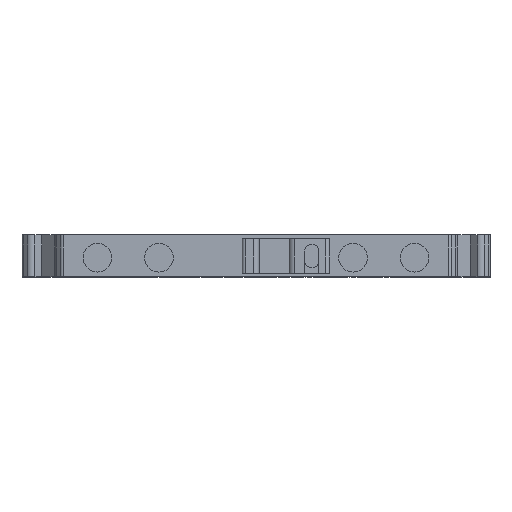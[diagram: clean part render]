
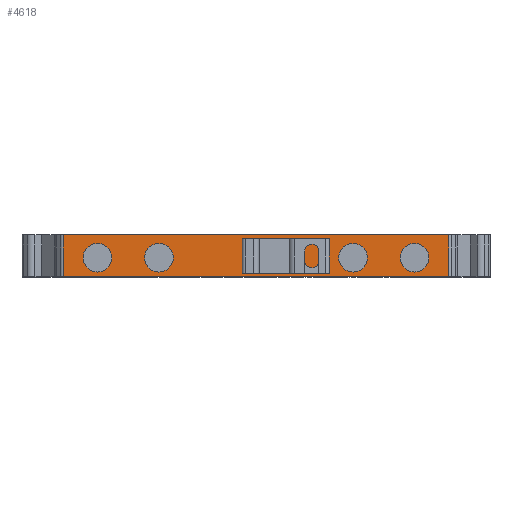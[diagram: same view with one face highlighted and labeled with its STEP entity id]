
A CAD part, top view. The second image highlights one B-rep face of the part: STEP entity #4618.
In plain terms, the highlighted planar face has unit normal (0, 0, 1).
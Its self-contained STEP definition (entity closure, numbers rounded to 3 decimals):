
#65=CIRCLE('',#4671,2.05);
#67=CIRCLE('',#4675,2.05);
#69=CIRCLE('',#4679,2.05);
#71=CIRCLE('',#4683,2.05);
#74=CIRCLE('',#4689,1.);
#948=ORIENTED_EDGE('',*,*,#1321,.T.);
#949=ORIENTED_EDGE('',*,*,#1242,.F.);
#950=ORIENTED_EDGE('',*,*,#1318,.F.);
#951=ORIENTED_EDGE('',*,*,#1535,.T.);
#952=ORIENTED_EDGE('',*,*,#1211,.F.);
#953=ORIENTED_EDGE('',*,*,#1176,.T.);
#954=ORIENTED_EDGE('',*,*,#1587,.F.);
#955=ORIENTED_EDGE('',*,*,#1179,.T.);
#956=ORIENTED_EDGE('',*,*,#1209,.F.);
#957=ORIENTED_EDGE('',*,*,#1557,.F.);
#958=ORIENTED_EDGE('',*,*,#1200,.F.);
#959=ORIENTED_EDGE('',*,*,#1183,.F.);
#960=ORIENTED_EDGE('',*,*,#1197,.F.);
#961=ORIENTED_EDGE('',*,*,#1555,.F.);
#962=ORIENTED_EDGE('',*,*,#1560,.F.);
#963=ORIENTED_EDGE('',*,*,#1562,.F.);
#964=ORIENTED_EDGE('',*,*,#1175,.F.);
#965=ORIENTED_EDGE('',*,*,#1173,.T.);
#966=ORIENTED_EDGE('',*,*,#1171,.F.);
#967=ORIENTED_EDGE('',*,*,#1169,.T.);
#1169=EDGE_CURVE('',#1649,#1649,#65,.T.);
#1171=EDGE_CURVE('',#1651,#1651,#67,.T.);
#1173=EDGE_CURVE('',#1653,#1653,#69,.T.);
#1175=EDGE_CURVE('',#1655,#1655,#71,.T.);
#1176=EDGE_CURVE('',#1656,#1657,#1982,.T.);
#1179=EDGE_CURVE('',#1659,#1660,#1984,.T.);
#1183=EDGE_CURVE('',#1663,#1664,#74,.T.);
#1197=EDGE_CURVE('',#1676,#1663,#1997,.T.);
#1200=EDGE_CURVE('',#1664,#1678,#2000,.T.);
#1209=EDGE_CURVE('',#1686,#1660,#2009,.T.);
#1211=EDGE_CURVE('',#1656,#1687,#2011,.T.);
#1242=EDGE_CURVE('',#1710,#1711,#2038,.T.);
#1318=EDGE_CURVE('',#1778,#1710,#2082,.T.);
#1321=EDGE_CURVE('',#1779,#1711,#2084,.T.);
#1535=EDGE_CURVE('',#1778,#1779,#2273,.T.);
#1555=EDGE_CURVE('',#1914,#1676,#2288,.T.);
#1557=EDGE_CURVE('',#1678,#1686,#2290,.T.);
#1560=EDGE_CURVE('',#1916,#1914,#2293,.T.);
#1562=EDGE_CURVE('',#1687,#1916,#2295,.T.);
#1587=EDGE_CURVE('',#1659,#1657,#2315,.T.);
#1649=VERTEX_POINT('',#5937);
#1651=VERTEX_POINT('',#5943);
#1653=VERTEX_POINT('',#5949);
#1655=VERTEX_POINT('',#5955);
#1656=VERTEX_POINT('',#5958);
#1657=VERTEX_POINT('',#5959);
#1659=VERTEX_POINT('',#5965);
#1660=VERTEX_POINT('',#5966);
#1663=VERTEX_POINT('',#5973);
#1664=VERTEX_POINT('',#5975);
#1676=VERTEX_POINT('',#6003);
#1678=VERTEX_POINT('',#6010);
#1686=VERTEX_POINT('',#6027);
#1687=VERTEX_POINT('',#6031);
#1710=VERTEX_POINT('',#6093);
#1711=VERTEX_POINT('',#6095);
#1778=VERTEX_POINT('',#6243);
#1779=VERTEX_POINT('',#6247);
#1914=VERTEX_POINT('',#6707);
#1916=VERTEX_POINT('',#6715);
#1982=LINE('',#5957,#2382);
#1984=LINE('',#5964,#2384);
#1997=LINE('',#6004,#2397);
#2000=LINE('',#6009,#2400);
#2009=LINE('',#6028,#2409);
#2011=LINE('',#6030,#2411);
#2038=LINE('',#6094,#2438);
#2082=LINE('',#6244,#2482);
#2084=LINE('',#6250,#2484);
#2273=LINE('',#6668,#2673);
#2288=LINE('',#6708,#2688);
#2290=LINE('',#6710,#2690);
#2293=LINE('',#6716,#2693);
#2295=LINE('',#6720,#2695);
#2315=LINE('',#6767,#2715);
#2382=VECTOR('',#5019,1000.);
#2384=VECTOR('',#5025,1000.);
#2397=VECTOR('',#5056,1000.);
#2400=VECTOR('',#5061,1000.);
#2409=VECTOR('',#5072,1000.);
#2411=VECTOR('',#5074,1000.);
#2438=VECTOR('',#5127,1000.);
#2482=VECTOR('',#5247,1000.);
#2484=VECTOR('',#5253,1000.);
#2673=VECTOR('',#5662,1000.);
#2688=VECTOR('',#5697,1000.);
#2690=VECTOR('',#5699,1000.);
#2693=VECTOR('',#5704,1000.);
#2695=VECTOR('',#5708,1000.);
#2715=VECTOR('',#5750,1000.);
#2888=EDGE_LOOP('',(#948,#949,#950,#951));
#2889=EDGE_LOOP('',(#952,#953,#954,#955,#956,#957,#958,#959,#960,#961,#962,
#963));
#2890=EDGE_LOOP('',(#964));
#2891=EDGE_LOOP('',(#965));
#2892=EDGE_LOOP('',(#966));
#2893=EDGE_LOOP('',(#967));
#3076=FACE_BOUND('',#2888,.T.);
#3077=FACE_BOUND('',#2889,.T.);
#3078=FACE_BOUND('',#2890,.T.);
#3079=FACE_BOUND('',#2891,.T.);
#3080=FACE_BOUND('',#2892,.T.);
#3081=FACE_BOUND('',#2893,.T.);
#3222=PLANE('',#4884);
#4618=ADVANCED_FACE('',(#3076,#3077,#3078,#3079,#3080,#3081),#3222,.F.);
#4671=AXIS2_PLACEMENT_3D('',#5936,#4991,#4992);
#4675=AXIS2_PLACEMENT_3D('',#5942,#4999,#5000);
#4679=AXIS2_PLACEMENT_3D('',#5948,#5007,#5008);
#4683=AXIS2_PLACEMENT_3D('',#5954,#5015,#5016);
#4689=AXIS2_PLACEMENT_3D('',#5974,#5032,#5033);
#4884=AXIS2_PLACEMENT_3D('',#6768,#5751,#5752);
#4991=DIRECTION('',(0.,0.,-1.));
#4992=DIRECTION('',(1.,0.,0.));
#4999=DIRECTION('',(0.,0.,1.));
#5000=DIRECTION('',(1.,0.,0.));
#5007=DIRECTION('',(0.,0.,-1.));
#5008=DIRECTION('',(1.,0.,0.));
#5015=DIRECTION('',(0.,0.,1.));
#5016=DIRECTION('',(1.,0.,0.));
#5019=DIRECTION('',(-1.,0.,0.));
#5025=DIRECTION('',(1.,0.,0.));
#5032=DIRECTION('',(0.,0.,-1.));
#5033=DIRECTION('',(1.,0.,0.));
#5056=DIRECTION('',(0.,-1.,0.));
#5061=DIRECTION('',(0.,1.,0.));
#5072=DIRECTION('',(0.,-1.,0.));
#5074=DIRECTION('',(0.,-1.,0.));
#5127=DIRECTION('',(-1.,0.,0.));
#5247=DIRECTION('',(0.,-1.,0.));
#5253=DIRECTION('',(0.,-1.,0.));
#5662=DIRECTION('',(-1.,0.,0.));
#5697=DIRECTION('',(-1.,0.,0.));
#5699=DIRECTION('',(-1.,0.,0.));
#5704=DIRECTION('',(0.,1.,0.));
#5708=DIRECTION('',(1.,0.,0.));
#5750=DIRECTION('',(0.,-1.,0.));
#5751=DIRECTION('',(0.,0.,-1.));
#5752=DIRECTION('',(-1.,0.,0.));
#5936=CARTESIAN_POINT('',(13.9,0.,26.5));
#5937=CARTESIAN_POINT('',(15.95,0.,26.5));
#5942=CARTESIAN_POINT('',(-13.9,0.,26.5));
#5943=CARTESIAN_POINT('',(-11.85,0.,26.5));
#5948=CARTESIAN_POINT('',(22.7,0.,26.5));
#5949=CARTESIAN_POINT('',(24.75,0.,26.5));
#5954=CARTESIAN_POINT('',(-22.7,0.,26.5));
#5955=CARTESIAN_POINT('',(-20.65,0.,26.5));
#5957=CARTESIAN_POINT('',(-6.001,-1.225,26.5));
#5958=CARTESIAN_POINT('',(-1.001,-1.225,26.5));
#5959=CARTESIAN_POINT('',(-2.001,-1.225,26.5));
#5964=CARTESIAN_POINT('',(-2.001,1.725,26.5));
#5965=CARTESIAN_POINT('',(-2.001,1.725,26.5));
#5966=CARTESIAN_POINT('',(-1.001,1.725,26.5));
#5973=CARTESIAN_POINT('',(8.999,-0.45,26.5));
#5974=CARTESIAN_POINT('',(7.999,-0.45,26.5));
#5975=CARTESIAN_POINT('',(6.999,-0.45,26.5));
#6003=CARTESIAN_POINT('',(8.999,2.75,26.5));
#6004=CARTESIAN_POINT('',(8.999,-0.45,26.5));
#6009=CARTESIAN_POINT('',(6.999,-2.7,26.5));
#6010=CARTESIAN_POINT('',(6.999,2.75,26.5));
#6027=CARTESIAN_POINT('',(-1.001,2.75,26.5));
#6028=CARTESIAN_POINT('',(-1.001,-2.7,26.5));
#6030=CARTESIAN_POINT('',(-1.001,2.75,26.5));
#6031=CARTESIAN_POINT('',(-1.001,-2.25,26.5));
#6093=CARTESIAN_POINT('',(27.593,-2.7,26.5));
#6094=CARTESIAN_POINT('',(33.5,-2.7,26.5));
#6095=CARTESIAN_POINT('',(-27.593,-2.7,26.5));
#6243=CARTESIAN_POINT('',(27.593,3.3,26.5));
#6244=CARTESIAN_POINT('',(27.593,-2.7,26.5));
#6247=CARTESIAN_POINT('',(-27.593,3.3,26.5));
#6250=CARTESIAN_POINT('',(-27.593,-2.7,26.5));
#6668=CARTESIAN_POINT('',(33.5,3.3,26.5));
#6707=CARTESIAN_POINT('',(9.999,2.75,26.5));
#6708=CARTESIAN_POINT('',(9.999,2.75,26.5));
#6710=CARTESIAN_POINT('',(9.999,2.75,26.5));
#6715=CARTESIAN_POINT('',(9.999,-2.25,26.5));
#6716=CARTESIAN_POINT('',(9.999,-2.25,26.5));
#6720=CARTESIAN_POINT('',(-1.001,-2.25,26.5));
#6767=CARTESIAN_POINT('',(-2.001,19.054,26.5));
#6768=CARTESIAN_POINT('',(33.5,-2.7,26.5));
